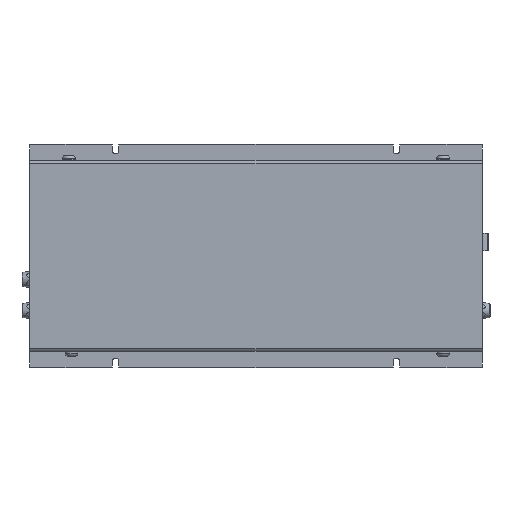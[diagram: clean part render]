
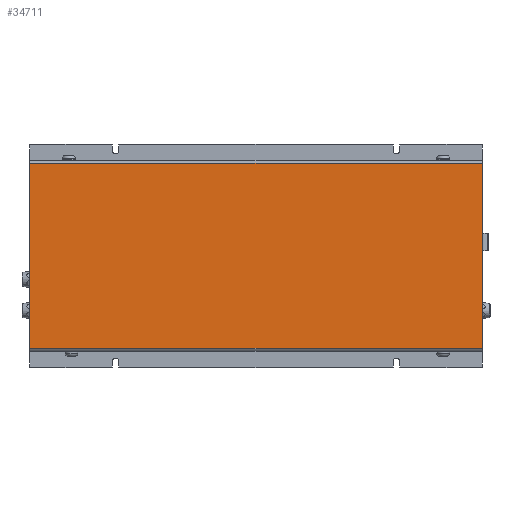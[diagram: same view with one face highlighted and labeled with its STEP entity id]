
A CAD part, top view. The second image highlights one B-rep face of the part: STEP entity #34711.
In plain terms, the highlighted planar face has unit normal (0, 0, 1).
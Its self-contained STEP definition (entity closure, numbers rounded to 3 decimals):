
#1322=PLANE($,#37091);
#2447=FACE_OUTER_BOUND($,#4504,.T.);
#4504=EDGE_LOOP($,(#23320,#23321,#23322,#23323));
#6994=LINE($,#54483,#10105);
#7010=LINE($,#54535,#10121);
#7020=LINE($,#54571,#10131);
#7021=LINE($,#54573,#10132);
#10105=VECTOR($,#40888,118.5);
#10121=VECTOR($,#40932,118.5);
#10131=VECTOR($,#40970,290.);
#10132=VECTOR($,#40973,290.);
#14709=VERTEX_POINT($,#54480);
#14710=VERTEX_POINT($,#54482);
#14731=VERTEX_POINT($,#54532);
#14732=VERTEX_POINT($,#54534);
#18072=EDGE_CURVE($,#14710,#14709,#6994,.T.);
#18100=EDGE_CURVE($,#14731,#14732,#7010,.T.);
#18120=EDGE_CURVE($,#14710,#14731,#7020,.T.);
#18121=EDGE_CURVE($,#14709,#14732,#7021,.T.);
#23320=ORIENTED_EDGE($,*,*,#18100,.F.);
#23321=ORIENTED_EDGE($,*,*,#18120,.F.);
#23322=ORIENTED_EDGE($,*,*,#18072,.T.);
#23323=ORIENTED_EDGE($,*,*,#18121,.T.);
#34711=ADVANCED_FACE($,(#2447),#1322,.T.);
#37091=AXIS2_PLACEMENT_3D($,#54572,#40971,#40972);
#40888=DIRECTION($,(0.,1.,0.));
#40932=DIRECTION($,(0.,1.,0.));
#40970=DIRECTION($,(-1.,0.,0.));
#40971=DIRECTION('center_axis',(0.,0.,1.));
#40972=DIRECTION('ref_axis',(-1.,0.,0.));
#40973=DIRECTION($,(-1.,0.,0.));
#54480=CARTESIAN_POINT('',(191.983,24.226,2.442));
#54482=CARTESIAN_POINT('',(191.983,-94.274,2.442));
#54483=CARTESIAN_POINT($,(191.983,-94.274,2.442));
#54532=CARTESIAN_POINT('',(-98.017,-94.274,2.442));
#54534=CARTESIAN_POINT('',(-98.017,24.226,2.442));
#54535=CARTESIAN_POINT($,(-98.017,-94.274,2.442));
#54571=CARTESIAN_POINT($,(191.983,-94.274,2.442));
#54572=CARTESIAN_POINT('Origin',(191.983,-94.274,2.442));
#54573=CARTESIAN_POINT($,(191.983,24.226,2.442));
